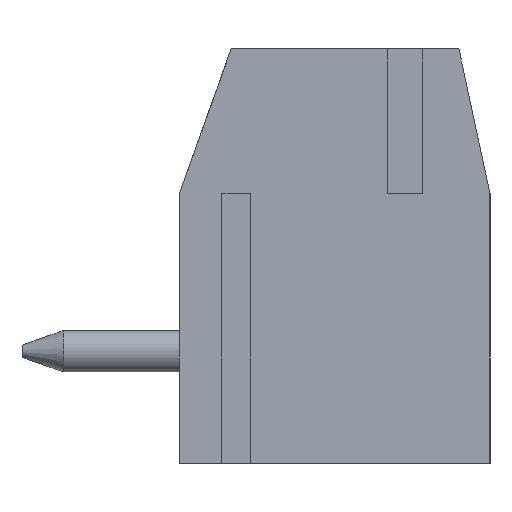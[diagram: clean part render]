
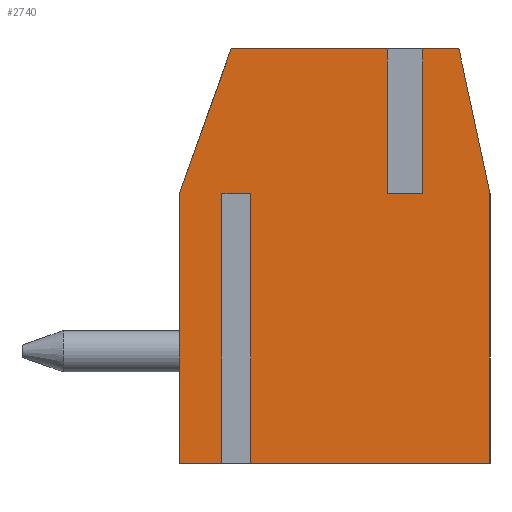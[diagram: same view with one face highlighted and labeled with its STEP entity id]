
A CAD part, left-side view. The second image highlights one B-rep face of the part: STEP entity #2740.
In plain terms, the highlighted planar face has unit normal (-1, 0, 0).
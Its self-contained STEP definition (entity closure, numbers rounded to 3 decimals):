
#395=ORIENTED_EDGE('',*,*,#1129,.F.);
#396=ORIENTED_EDGE('',*,*,#1130,.F.);
#397=ORIENTED_EDGE('',*,*,#1131,.T.);
#398=ORIENTED_EDGE('',*,*,#981,.T.);
#399=ORIENTED_EDGE('',*,*,#1015,.T.);
#400=ORIENTED_EDGE('',*,*,#1128,.T.);
#401=ORIENTED_EDGE('',*,*,#1043,.T.);
#402=ORIENTED_EDGE('',*,*,#1132,.F.);
#403=ORIENTED_EDGE('',*,*,#1133,.F.);
#404=ORIENTED_EDGE('',*,*,#1134,.T.);
#405=ORIENTED_EDGE('',*,*,#1057,.T.);
#406=ORIENTED_EDGE('',*,*,#1041,.T.);
#407=ORIENTED_EDGE('',*,*,#1135,.T.);
#408=ORIENTED_EDGE('',*,*,#985,.T.);
#981=EDGE_CURVE('',#1367,#1366,#1626,.T.);
#985=EDGE_CURVE('',#1371,#1370,#1630,.T.);
#1015=EDGE_CURVE('',#1366,#1394,#1652,.F.);
#1041=EDGE_CURVE('',#1396,#1418,#1678,.T.);
#1043=EDGE_CURVE('',#1421,#1419,#1680,.T.);
#1057=EDGE_CURVE('',#1430,#1396,#1691,.T.);
#1128=EDGE_CURVE('',#1394,#1421,#1749,.T.);
#1129=EDGE_CURVE('',#1478,#1370,#1750,.T.);
#1130=EDGE_CURVE('',#1479,#1478,#1751,.T.);
#1131=EDGE_CURVE('',#1479,#1367,#1752,.T.);
#1132=EDGE_CURVE('',#1480,#1419,#1753,.T.);
#1133=EDGE_CURVE('',#1481,#1480,#1754,.T.);
#1134=EDGE_CURVE('',#1481,#1430,#1755,.T.);
#1135=EDGE_CURVE('',#1418,#1371,#1756,.F.);
#1366=VERTEX_POINT('',#4184);
#1367=VERTEX_POINT('',#4186);
#1370=VERTEX_POINT('',#4192);
#1371=VERTEX_POINT('',#4194);
#1394=VERTEX_POINT('',#4248);
#1396=VERTEX_POINT('',#4253);
#1418=VERTEX_POINT('',#4299);
#1419=VERTEX_POINT('',#4303);
#1421=VERTEX_POINT('',#4306);
#1430=VERTEX_POINT('',#4329);
#1478=VERTEX_POINT('',#4465);
#1479=VERTEX_POINT('',#4467);
#1480=VERTEX_POINT('',#4470);
#1481=VERTEX_POINT('',#4472);
#1626=LINE('',#4185,#1930);
#1630=LINE('',#4193,#1934);
#1652=LINE('',#4249,#1956);
#1678=LINE('',#4300,#1982);
#1680=LINE('',#4305,#1984);
#1691=LINE('',#4328,#1995);
#1749=LINE('',#4462,#2053);
#1750=LINE('',#4464,#2054);
#1751=LINE('',#4466,#2055);
#1752=LINE('',#4468,#2056);
#1753=LINE('',#4469,#2057);
#1754=LINE('',#4471,#2058);
#1755=LINE('',#4473,#2059);
#1756=LINE('',#4474,#2060);
#1930=VECTOR('',#3379,1000.);
#1934=VECTOR('',#3383,1000.);
#1956=VECTOR('',#3425,1000.);
#1982=VECTOR('',#3453,1000.);
#1984=VECTOR('',#3457,1000.);
#1995=VECTOR('',#3474,1000.);
#2053=VECTOR('',#3588,1000.);
#2054=VECTOR('',#3591,1000.);
#2055=VECTOR('',#3592,1000.);
#2056=VECTOR('',#3593,1000.);
#2057=VECTOR('',#3594,1000.);
#2058=VECTOR('',#3595,1000.);
#2059=VECTOR('',#3596,1000.);
#2060=VECTOR('',#3597,1000.);
#2247=EDGE_LOOP('',(#395,#396,#397,#398,#399,#400,#401,#402,#403,#404,#405,
#406,#407,#408));
#2441=FACE_BOUND('',#2247,.T.);
#2624=PLANE('',#3154);
#2740=ADVANCED_FACE('',(#2441),#2624,.T.);
#3154=AXIS2_PLACEMENT_3D('',#4463,#3589,#3590);
#3379=DIRECTION('',(0.,1.,0.));
#3383=DIRECTION('',(0.,1.,0.));
#3425=DIRECTION('',(0.,-0.336,0.942));
#3453=DIRECTION('',(0.,0.,1.));
#3457=DIRECTION('',(0.,-1.,0.));
#3474=DIRECTION('',(0.,-1.,0.));
#3588=DIRECTION('',(0.,0.,-1.));
#3589=DIRECTION('',(-1.,0.,0.));
#3590=DIRECTION('',(0.,0.,1.));
#3591=DIRECTION('',(0.,0.,1.));
#3592=DIRECTION('',(0.,-1.,0.));
#3593=DIRECTION('',(0.,0.,1.));
#3594=DIRECTION('',(0.,0.,-1.));
#3595=DIRECTION('',(0.,1.,0.));
#3596=DIRECTION('',(0.,0.,-1.));
#3597=DIRECTION('',(0.,-0.21,-0.978));
#4184=CARTESIAN_POINT('',(-7.5,2.5,5.));
#4185=CARTESIAN_POINT('',(-7.5,-3.75,5.));
#4186=CARTESIAN_POINT('',(-7.5,-1.35,5.));
#4192=CARTESIAN_POINT('',(-7.5,-2.05,5.));
#4193=CARTESIAN_POINT('',(-7.5,-3.75,5.));
#4194=CARTESIAN_POINT('',(-7.5,-3.,5.));
#4248=CARTESIAN_POINT('',(-7.5,3.75,1.5));
#4249=CARTESIAN_POINT('',(-7.5,3.801,1.357));
#4253=CARTESIAN_POINT('',(-7.5,-3.75,-5.));
#4299=CARTESIAN_POINT('',(-7.5,-3.75,1.5));
#4300=CARTESIAN_POINT('',(-7.5,-3.75,-5.));
#4303=CARTESIAN_POINT('',(-7.5,2.725,-5.));
#4305=CARTESIAN_POINT('',(-7.5,3.75,-5.));
#4306=CARTESIAN_POINT('',(-7.5,3.75,-5.));
#4328=CARTESIAN_POINT('',(-7.5,3.75,-5.));
#4329=CARTESIAN_POINT('',(-7.5,2.025,-5.));
#4462=CARTESIAN_POINT('',(-7.5,3.75,5.));
#4463=CARTESIAN_POINT('',(-7.5,0.,0.));
#4464=CARTESIAN_POINT('',(-7.5,-2.05,1.5));
#4465=CARTESIAN_POINT('',(-7.5,-2.05,1.5));
#4466=CARTESIAN_POINT('',(-7.5,-1.35,1.5));
#4467=CARTESIAN_POINT('',(-7.5,-1.35,1.5));
#4468=CARTESIAN_POINT('',(-7.5,-1.35,1.5));
#4469=CARTESIAN_POINT('',(-7.5,2.725,1.5));
#4470=CARTESIAN_POINT('',(-7.5,2.725,1.5));
#4471=CARTESIAN_POINT('',(-7.5,2.025,1.5));
#4472=CARTESIAN_POINT('',(-7.5,2.025,1.5));
#4473=CARTESIAN_POINT('',(-7.5,2.025,1.5));
#4474=CARTESIAN_POINT('',(-7.5,-3.893,0.834));
